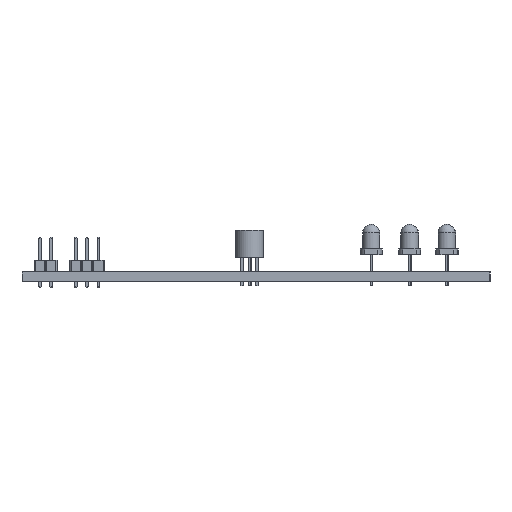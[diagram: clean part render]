
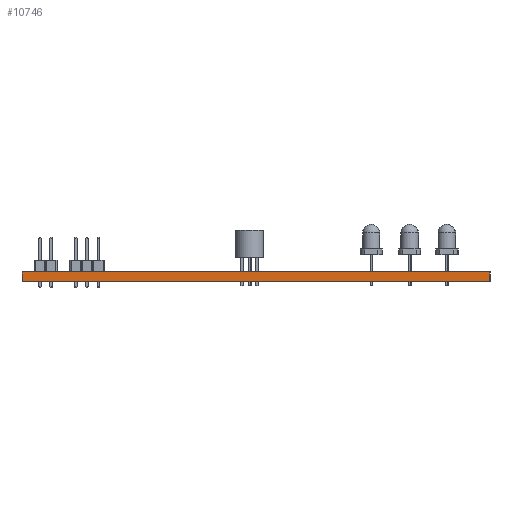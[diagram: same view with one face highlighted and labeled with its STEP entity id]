
A CAD part, left-side view. The second image highlights one B-rep face of the part: STEP entity #10746.
In plain terms, the highlighted planar face has unit normal (-1, 0, 0).
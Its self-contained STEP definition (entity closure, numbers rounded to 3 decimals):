
#10565 = PLANE('',#10566);
#10566 = AXIS2_PLACEMENT_3D('',#10567,#10568,#10569);
#10567 = CARTESIAN_POINT('',(170.,0.,0.));
#10568 = DIRECTION('',(0.,-1.,0.));
#10569 = DIRECTION('',(-1.,0.,0.));
#10590 = VERTEX_POINT('',#10591);
#10591 = CARTESIAN_POINT('',(0.,0.,1.6));
#10605 = PLANE('',#10606);
#10606 = AXIS2_PLACEMENT_3D('',#10607,#10608,#10609);
#10607 = CARTESIAN_POINT('',(85.,41.,1.6));
#10608 = DIRECTION('',(-0.,-0.,-1.));
#10609 = DIRECTION('',(-1.,0.,0.));
#10617 = EDGE_CURVE('',#10618,#10590,#10620,.T.);
#10618 = VERTEX_POINT('',#10619);
#10619 = CARTESIAN_POINT('',(0.,-0.,0.));
#10620 = SURFACE_CURVE('',#10621,(#10625,#10632),.PCURVE_S1.);
#10621 = LINE('',#10622,#10623);
#10622 = CARTESIAN_POINT('',(0.,-0.,0.));
#10623 = VECTOR('',#10624,1.);
#10624 = DIRECTION('',(0.,0.,1.));
#10625 = PCURVE('',#10565,#10626);
#10626 = DEFINITIONAL_REPRESENTATION('',(#10627),#10631);
#10627 = LINE('',#10628,#10629);
#10628 = CARTESIAN_POINT('',(170.,0.));
#10629 = VECTOR('',#10630,1.);
#10630 = DIRECTION('',(0.,-1.));
#10631 = ( GEOMETRIC_REPRESENTATION_CONTEXT(2) 
PARAMETRIC_REPRESENTATION_CONTEXT() REPRESENTATION_CONTEXT('2D SPACE',''
  ) );
#10632 = PCURVE('',#10633,#10638);
#10633 = PLANE('',#10634);
#10634 = AXIS2_PLACEMENT_3D('',#10635,#10636,#10637);
#10635 = CARTESIAN_POINT('',(0.,0.,0.));
#10636 = DIRECTION('',(-1.,0.,0.));
#10637 = DIRECTION('',(0.,1.,0.));
#10638 = DEFINITIONAL_REPRESENTATION('',(#10639),#10643);
#10639 = LINE('',#10640,#10641);
#10640 = CARTESIAN_POINT('',(0.,0.));
#10641 = VECTOR('',#10642,1.);
#10642 = DIRECTION('',(0.,-1.));
#10643 = ( GEOMETRIC_REPRESENTATION_CONTEXT(2) 
PARAMETRIC_REPRESENTATION_CONTEXT() REPRESENTATION_CONTEXT('2D SPACE',''
  ) );
#10659 = PLANE('',#10660);
#10660 = AXIS2_PLACEMENT_3D('',#10661,#10662,#10663);
#10661 = CARTESIAN_POINT('',(85.,41.,0.));
#10662 = DIRECTION('',(-0.,-0.,-1.));
#10663 = DIRECTION('',(-1.,0.,0.));
#10692 = PLANE('',#10693);
#10693 = AXIS2_PLACEMENT_3D('',#10694,#10695,#10696);
#10694 = CARTESIAN_POINT('',(0.,82.,0.));
#10695 = DIRECTION('',(0.,1.,0.));
#10696 = DIRECTION('',(1.,0.,0.));
#10746 = ADVANCED_FACE('',(#10747),#10633,.T.);
#10747 = FACE_BOUND('',#10748,.T.);
#10748 = EDGE_LOOP('',(#10749,#10750,#10773,#10796));
#10749 = ORIENTED_EDGE('',*,*,#10617,.T.);
#10750 = ORIENTED_EDGE('',*,*,#10751,.T.);
#10751 = EDGE_CURVE('',#10590,#10752,#10754,.T.);
#10752 = VERTEX_POINT('',#10753);
#10753 = CARTESIAN_POINT('',(0.,82.,1.6));
#10754 = SURFACE_CURVE('',#10755,(#10759,#10766),.PCURVE_S1.);
#10755 = LINE('',#10756,#10757);
#10756 = CARTESIAN_POINT('',(0.,0.,1.6));
#10757 = VECTOR('',#10758,1.);
#10758 = DIRECTION('',(0.,1.,0.));
#10759 = PCURVE('',#10633,#10760);
#10760 = DEFINITIONAL_REPRESENTATION('',(#10761),#10765);
#10761 = LINE('',#10762,#10763);
#10762 = CARTESIAN_POINT('',(0.,-1.6));
#10763 = VECTOR('',#10764,1.);
#10764 = DIRECTION('',(1.,0.));
#10765 = ( GEOMETRIC_REPRESENTATION_CONTEXT(2) 
PARAMETRIC_REPRESENTATION_CONTEXT() REPRESENTATION_CONTEXT('2D SPACE',''
  ) );
#10766 = PCURVE('',#10605,#10767);
#10767 = DEFINITIONAL_REPRESENTATION('',(#10768),#10772);
#10768 = LINE('',#10769,#10770);
#10769 = CARTESIAN_POINT('',(85.,-41.));
#10770 = VECTOR('',#10771,1.);
#10771 = DIRECTION('',(0.,1.));
#10772 = ( GEOMETRIC_REPRESENTATION_CONTEXT(2) 
PARAMETRIC_REPRESENTATION_CONTEXT() REPRESENTATION_CONTEXT('2D SPACE',''
  ) );
#10773 = ORIENTED_EDGE('',*,*,#10774,.F.);
#10774 = EDGE_CURVE('',#10775,#10752,#10777,.T.);
#10775 = VERTEX_POINT('',#10776);
#10776 = CARTESIAN_POINT('',(0.,82.,0.));
#10777 = SURFACE_CURVE('',#10778,(#10782,#10789),.PCURVE_S1.);
#10778 = LINE('',#10779,#10780);
#10779 = CARTESIAN_POINT('',(0.,82.,0.));
#10780 = VECTOR('',#10781,1.);
#10781 = DIRECTION('',(0.,0.,1.));
#10782 = PCURVE('',#10633,#10783);
#10783 = DEFINITIONAL_REPRESENTATION('',(#10784),#10788);
#10784 = LINE('',#10785,#10786);
#10785 = CARTESIAN_POINT('',(82.,0.));
#10786 = VECTOR('',#10787,1.);
#10787 = DIRECTION('',(0.,-1.));
#10788 = ( GEOMETRIC_REPRESENTATION_CONTEXT(2) 
PARAMETRIC_REPRESENTATION_CONTEXT() REPRESENTATION_CONTEXT('2D SPACE',''
  ) );
#10789 = PCURVE('',#10692,#10790);
#10790 = DEFINITIONAL_REPRESENTATION('',(#10791),#10795);
#10791 = LINE('',#10792,#10793);
#10792 = CARTESIAN_POINT('',(0.,0.));
#10793 = VECTOR('',#10794,1.);
#10794 = DIRECTION('',(0.,-1.));
#10795 = ( GEOMETRIC_REPRESENTATION_CONTEXT(2) 
PARAMETRIC_REPRESENTATION_CONTEXT() REPRESENTATION_CONTEXT('2D SPACE',''
  ) );
#10796 = ORIENTED_EDGE('',*,*,#10797,.F.);
#10797 = EDGE_CURVE('',#10618,#10775,#10798,.T.);
#10798 = SURFACE_CURVE('',#10799,(#10803,#10810),.PCURVE_S1.);
#10799 = LINE('',#10800,#10801);
#10800 = CARTESIAN_POINT('',(0.,-0.,0.));
#10801 = VECTOR('',#10802,1.);
#10802 = DIRECTION('',(0.,1.,0.));
#10803 = PCURVE('',#10633,#10804);
#10804 = DEFINITIONAL_REPRESENTATION('',(#10805),#10809);
#10805 = LINE('',#10806,#10807);
#10806 = CARTESIAN_POINT('',(0.,0.));
#10807 = VECTOR('',#10808,1.);
#10808 = DIRECTION('',(1.,0.));
#10809 = ( GEOMETRIC_REPRESENTATION_CONTEXT(2) 
PARAMETRIC_REPRESENTATION_CONTEXT() REPRESENTATION_CONTEXT('2D SPACE',''
  ) );
#10810 = PCURVE('',#10659,#10811);
#10811 = DEFINITIONAL_REPRESENTATION('',(#10812),#10816);
#10812 = LINE('',#10813,#10814);
#10813 = CARTESIAN_POINT('',(85.,-41.));
#10814 = VECTOR('',#10815,1.);
#10815 = DIRECTION('',(0.,1.));
#10816 = ( GEOMETRIC_REPRESENTATION_CONTEXT(2) 
PARAMETRIC_REPRESENTATION_CONTEXT() REPRESENTATION_CONTEXT('2D SPACE',''
  ) );
